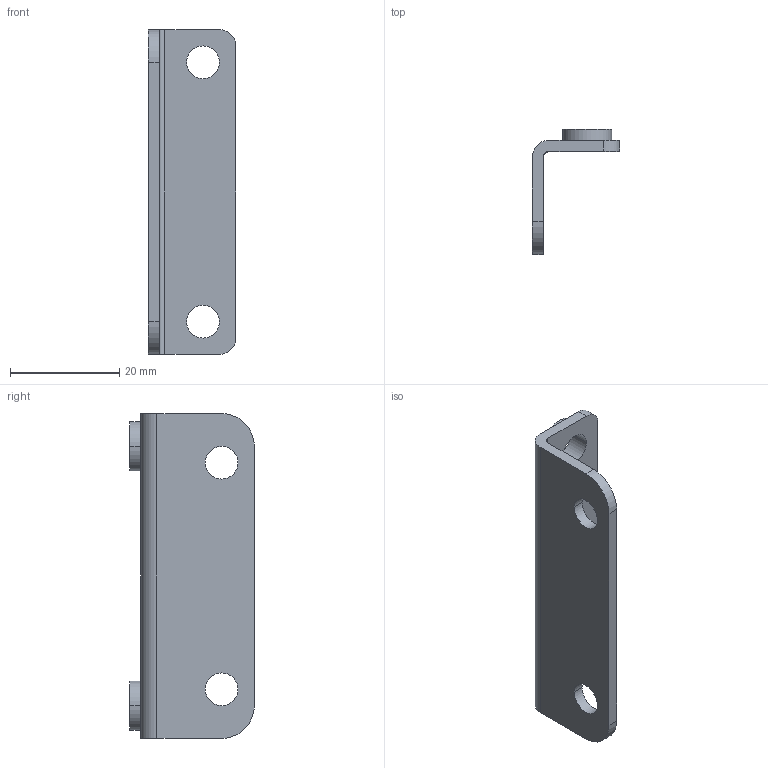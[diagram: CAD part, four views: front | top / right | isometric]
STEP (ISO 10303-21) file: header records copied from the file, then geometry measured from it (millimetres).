
FILE_DESCRIPTION((''),'2;1');
FILE_NAME('PRT0002_1_1_2_3_4','2023-02-24T10:30:54',('klemen.sitar'),('Audax d.o.o.'),'CREO PARAMETRIC BY PTC INC, 2021304','CREO PARAMETRIC BY PTC INC, 2021304','');
FILE_SCHEMA(('AP242_MANAGED_MODEL_BASED_3D_ENGINEERING_MIM_LF { 1 0 10303 442 1 1 4 }'));
Length unit declared in the file: millimetre
Products named in the file (1): PRT0002_1_1_2_3_4
Bounding box: 15.93 x 22.85 x 59.5 mm (x, y, z)
Volume: 3914.1 mm3; surface area: 4470.5 mm2
Topology: 1 solids, 1 shells, 28 faces, 72 edges, 48 vertices
Faces by surface type: cylinder 18, plane 10
Entity records: 1441 total; most frequent: COLOUR_RGB 196, DIRECTION 164, CARTESIAN_POINT 150, ORIENTED_EDGE 144, PRESENTATION_STYLE_ASSIGNMENT 73, STYLED_ITEM 73, CURVE_STYLE 72, EDGE_CURVE 72
